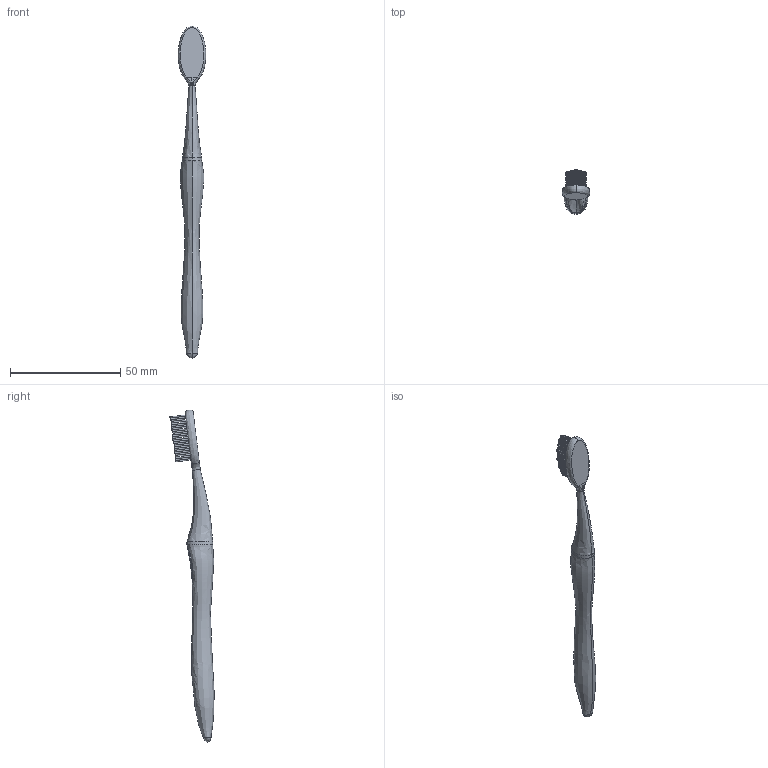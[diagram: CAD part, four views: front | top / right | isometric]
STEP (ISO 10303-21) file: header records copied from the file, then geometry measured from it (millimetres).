
FILE_DESCRIPTION(('FreeCAD Model'),'2;1');
FILE_NAME('Open CASCADE Shape Model','2025-05-29T12:21:28',('FreeCAD'),( 'FreeCAD'),'Open CASCADE STEP processor 7.6','FreeCAD','Unknown');
FILE_SCHEMA(('AUTOMOTIVE_DESIGN { 1 0 10303 214 1 1 1 1 }'));
Length unit declared in the file: millimetre
Products named in the file (1): Open CASCADE STEP translator 7.6 1
Bounding box: 12.54 x 20.11 x 150.5 mm (x, y, z)
Volume: 7422.7 mm3; surface area: 5910.1 mm2
Topology: 212 solids, 212 shells, 952 faces, 1559 edges, 1027 vertices
Faces by surface type: bspline 952
Entity records: 30712 total; most frequent: CARTESIAN_POINT 20543, ORIENTED_EDGE 3110, EDGE_CURVE 1555, VERTEX_POINT 1027, ADVANCED_FACE 952, FACE_BOUND 952, EDGE_LOOP 952, B_SPLINE_CURVE_WITH_KNOTS 757
